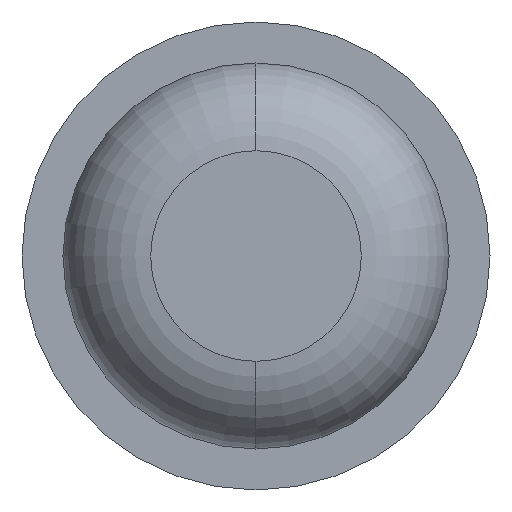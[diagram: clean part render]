
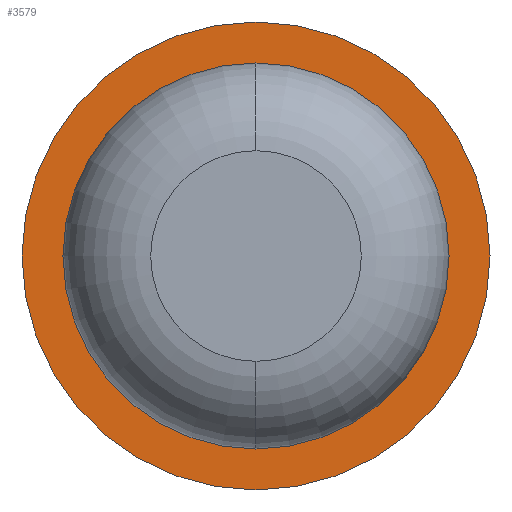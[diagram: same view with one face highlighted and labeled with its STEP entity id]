
A CAD part, front view. The second image highlights one B-rep face of the part: STEP entity #3579.
In plain terms, the highlighted planar face has unit normal (0, -1, 0).
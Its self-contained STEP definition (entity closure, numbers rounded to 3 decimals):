
#40 = FACE_BOUND ( 'NONE', #2034, .T. ) ;
#103 = CARTESIAN_POINT ( 'NONE',  ( 0., -10., 0.825 ) ) ;
#133 = CARTESIAN_POINT ( 'NONE',  ( 0., -10., 0. ) ) ;
#155 = EDGE_CURVE ( 'Defeature ausgef�hrt1_7+Defeature ausgef�hrt1_8+Defeature ausgef�hrt1_8+Defeature ausgef�hrt1_8', #3855, #519, #1301, .T. ) ;
#181 = AXIS2_PLACEMENT_3D ( 'NONE', #133, #2052, #449 ) ;
#282 = AXIS2_PLACEMENT_3D ( 'NONE', #2137, #2121, #1468 ) ;
#313 = AXIS2_PLACEMENT_3D ( 'NONE', #1241, #923, #3511 ) ;
#444 = VERTEX_POINT ( 'NONE', #2984 ) ;
#449 = DIRECTION ( 'NONE',  ( -1., 0., 0. ) ) ;
#472 = PLANE ( 'NONE',  #2531 ) ;
#519 = VERTEX_POINT ( 'NONE', #3626 ) ;
#776 = DIRECTION ( 'NONE',  ( -1., 0., 0. ) ) ;
#904 = DIRECTION ( 'NONE',  ( -1., 0., 0. ) ) ;
#912 = FACE_OUTER_BOUND ( 'NONE', #1848, .T. ) ;
#923 = DIRECTION ( 'NONE',  ( 0., 1., 0. ) ) ;
#935 = VERTEX_POINT ( 'NONE', #103 ) ;
#974 = EDGE_CURVE ( 'Defeature ausgef�hrt1_7+Defeature ausgef�hrt1_8+Defeature ausgef�hrt1_8+Defeature ausgef�hrt1_8', #519, #3855, #3312, .T. ) ;
#1189 = ORIENTED_EDGE ( 'NONE', *, *, #974, .F. ) ;
#1241 = CARTESIAN_POINT ( 'NONE',  ( 0., -10., 0. ) ) ;
#1301 = CIRCLE ( 'NONE', #282, 1. ) ;
#1468 = DIRECTION ( 'NONE',  ( -1., 0., 0. ) ) ;
#1768 = DIRECTION ( 'NONE',  ( 0., 1., 0. ) ) ;
#1848 = EDGE_LOOP ( 'NONE', ( #1189, #3124 ) ) ;
#2034 = EDGE_LOOP ( 'NONE', ( #2719, #2168 ) ) ;
#2052 = DIRECTION ( 'NONE',  ( 0., 1., 0. ) ) ;
#2121 = DIRECTION ( 'NONE',  ( 0., 1., 0. ) ) ;
#2137 = CARTESIAN_POINT ( 'NONE',  ( 0., -10., 0. ) ) ;
#2168 = ORIENTED_EDGE ( 'NONE', *, *, #2434, .T. ) ;
#2221 = CARTESIAN_POINT ( 'NONE',  ( 0., -10., 0. ) ) ;
#2434 = EDGE_CURVE ( 'Defeature ausgef�hrt1_8+Defeature ausgef�hrt1_2+Defeature ausgef�hrt1_2+Defeature ausgef�hrt1_2', #444, #935, #2736, .T. ) ;
#2531 = AXIS2_PLACEMENT_3D ( 'NONE', #3375, #1768, #776 ) ;
#2719 = ORIENTED_EDGE ( 'NONE', *, *, #3970, .T. ) ;
#2736 = CIRCLE ( 'NONE', #3167, 0.825 ) ;
#2984 = CARTESIAN_POINT ( 'NONE',  ( 0., -10., -0.825 ) ) ;
#3124 = ORIENTED_EDGE ( 'NONE', *, *, #155, .F. ) ;
#3167 = AXIS2_PLACEMENT_3D ( 'NONE', #2221, #4147, #904 ) ;
#3312 = CIRCLE ( 'NONE', #181, 1. ) ;
#3358 = CIRCLE ( 'NONE', #313, 0.825 ) ;
#3375 = CARTESIAN_POINT ( 'NONE',  ( 0.825, -10., 0. ) ) ;
#3511 = DIRECTION ( 'NONE',  ( -1., 0., 0. ) ) ;
#3579 = ADVANCED_FACE ( 'Defeature ausgef�hrt1_8', ( #912, #40 ), #472, .F. ) ;
#3626 = CARTESIAN_POINT ( 'NONE',  ( -1., -10., 0. ) ) ;
#3855 = VERTEX_POINT ( 'NONE', #4089 ) ;
#3970 = EDGE_CURVE ( 'Defeature ausgef�hrt1_8+Defeature ausgef�hrt1_2+Defeature ausgef�hrt1_2+Defeature ausgef�hrt1_2', #935, #444, #3358, .T. ) ;
#4089 = CARTESIAN_POINT ( 'NONE',  ( 1., -10., 0. ) ) ;
#4147 = DIRECTION ( 'NONE',  ( 0., 1., 0. ) ) ;
